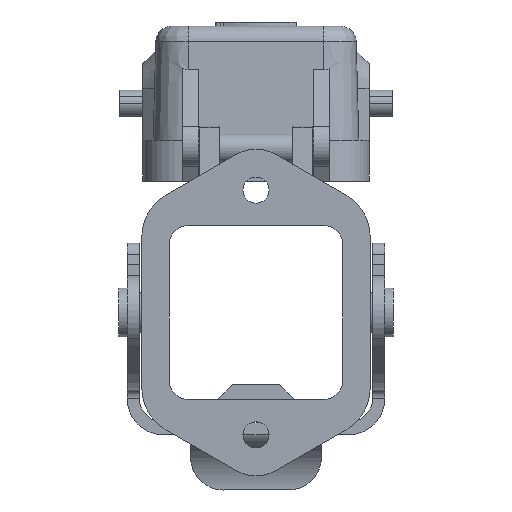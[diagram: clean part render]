
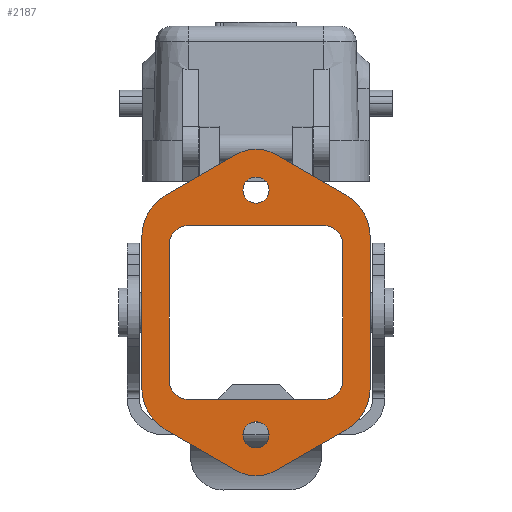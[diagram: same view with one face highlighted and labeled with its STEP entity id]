
A CAD part, front view. The second image highlights one B-rep face of the part: STEP entity #2187.
In plain terms, the highlighted planar face has unit normal (0, -1, 0).
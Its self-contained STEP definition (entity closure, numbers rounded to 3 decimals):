
#2187=ADVANCED_FACE('',(#2995,#2996,#2997,#2998),#2634,.T.);
#2634=PLANE('',#10736);
#2995=FACE_BOUND('',#3129,.T.);
#2996=FACE_BOUND('',#3130,.T.);
#2997=FACE_BOUND('',#3131,.T.);
#2998=FACE_BOUND('',#3132,.T.);
#3129=EDGE_LOOP('',(#3759,#3760,#3761,#3762,#3763,#3764,#3765,#3766));
#3130=EDGE_LOOP('',(#3767));
#3131=EDGE_LOOP('',(#3768));
#3132=EDGE_LOOP('',(#3769,#3770,#3771,#3772,#3773,#3774,#3775,#3776,#3777,
#3778,#3779,#3780));
#3759=ORIENTED_EDGE('',*,*,#7006,.T.);
#3760=ORIENTED_EDGE('',*,*,#6992,.T.);
#3761=ORIENTED_EDGE('',*,*,#6995,.T.);
#3762=ORIENTED_EDGE('',*,*,#6997,.T.);
#3763=ORIENTED_EDGE('',*,*,#6999,.T.);
#3764=ORIENTED_EDGE('',*,*,#7001,.T.);
#3765=ORIENTED_EDGE('',*,*,#7003,.T.);
#3766=ORIENTED_EDGE('',*,*,#7005,.T.);
#3767=ORIENTED_EDGE('',*,*,#7008,.T.);
#3768=ORIENTED_EDGE('',*,*,#7010,.T.);
#3769=ORIENTED_EDGE('',*,*,#7011,.F.);
#3770=ORIENTED_EDGE('',*,*,#7012,.F.);
#3771=ORIENTED_EDGE('',*,*,#7013,.F.);
#3772=ORIENTED_EDGE('',*,*,#7014,.F.);
#3773=ORIENTED_EDGE('',*,*,#7015,.F.);
#3774=ORIENTED_EDGE('',*,*,#7016,.F.);
#3775=ORIENTED_EDGE('',*,*,#7017,.F.);
#3776=ORIENTED_EDGE('',*,*,#7018,.F.);
#3777=ORIENTED_EDGE('',*,*,#7019,.F.);
#3778=ORIENTED_EDGE('',*,*,#7020,.F.);
#3779=ORIENTED_EDGE('',*,*,#7021,.F.);
#3780=ORIENTED_EDGE('',*,*,#7022,.F.);
#6146=VERTEX_POINT('',#13801);
#6147=VERTEX_POINT('',#13803);
#6148=VERTEX_POINT('',#13807);
#6149=VERTEX_POINT('',#13811);
#6150=VERTEX_POINT('',#13815);
#6151=VERTEX_POINT('',#13819);
#6152=VERTEX_POINT('',#13823);
#6153=VERTEX_POINT('',#13827);
#6155=VERTEX_POINT('',#13835);
#6157=VERTEX_POINT('',#13840);
#6158=VERTEX_POINT('',#13843);
#6159=VERTEX_POINT('',#13844);
#6160=VERTEX_POINT('',#13846);
#6161=VERTEX_POINT('',#13848);
#6162=VERTEX_POINT('',#13850);
#6163=VERTEX_POINT('',#13852);
#6164=VERTEX_POINT('',#13854);
#6165=VERTEX_POINT('',#13856);
#6166=VERTEX_POINT('',#13858);
#6167=VERTEX_POINT('',#13860);
#6168=VERTEX_POINT('',#13862);
#6169=VERTEX_POINT('',#13864);
#6992=EDGE_CURVE('',#6147,#6146,#8685,.T.);
#6995=EDGE_CURVE('',#6146,#6148,#8191,.T.);
#6997=EDGE_CURVE('',#6148,#6149,#8689,.T.);
#6999=EDGE_CURVE('',#6149,#6150,#8192,.T.);
#7001=EDGE_CURVE('',#6150,#6151,#8692,.T.);
#7003=EDGE_CURVE('',#6151,#6152,#8193,.T.);
#7005=EDGE_CURVE('',#6152,#6153,#8695,.T.);
#7006=EDGE_CURVE('',#6153,#6147,#8194,.T.);
#7008=EDGE_CURVE('',#6155,#6155,#8196,.T.);
#7010=EDGE_CURVE('',#6157,#6157,#8198,.T.);
#7011=EDGE_CURVE('',#6158,#6159,#8199,.T.);
#7012=EDGE_CURVE('',#6160,#6158,#8696,.T.);
#7013=EDGE_CURVE('',#6161,#6160,#8200,.T.);
#7014=EDGE_CURVE('',#6162,#6161,#8697,.T.);
#7015=EDGE_CURVE('',#6163,#6162,#8201,.T.);
#7016=EDGE_CURVE('',#6164,#6163,#8698,.T.);
#7017=EDGE_CURVE('',#6165,#6164,#8202,.T.);
#7018=EDGE_CURVE('',#6166,#6165,#8699,.T.);
#7019=EDGE_CURVE('',#6167,#6166,#8203,.T.);
#7020=EDGE_CURVE('',#6168,#6167,#8700,.T.);
#7021=EDGE_CURVE('',#6169,#6168,#8204,.T.);
#7022=EDGE_CURVE('',#6159,#6169,#8701,.T.);
#8191=CIRCLE('',#10713,2.35);
#8192=CIRCLE('',#10716,2.35);
#8193=CIRCLE('',#10719,2.35);
#8194=CIRCLE('',#10722,2.35);
#8196=CIRCLE('',#10725,1.6);
#8198=CIRCLE('',#10728,1.6);
#8199=CIRCLE('',#10730,6.);
#8200=CIRCLE('',#10731,6.);
#8201=CIRCLE('',#10732,5.);
#8202=CIRCLE('',#10733,6.);
#8203=CIRCLE('',#10734,6.);
#8204=CIRCLE('',#10735,5.);
#8685=LINE('',#13802,#9690);
#8689=LINE('',#13812,#9694);
#8692=LINE('',#13820,#9697);
#8695=LINE('',#13828,#9700);
#8696=LINE('',#13845,#9701);
#8697=LINE('',#13849,#9702);
#8698=LINE('',#13853,#9703);
#8699=LINE('',#13857,#9704);
#8700=LINE('',#13861,#9705);
#8701=LINE('',#13865,#9706);
#9690=VECTOR('',#11475,1.);
#9694=VECTOR('',#11485,1.);
#9697=VECTOR('',#11494,1.);
#9700=VECTOR('',#11503,1.);
#9701=VECTOR('',#11524,1.);
#9702=VECTOR('',#11527,1.);
#9703=VECTOR('',#11530,1.);
#9704=VECTOR('',#11533,1.);
#9705=VECTOR('',#11536,1.);
#9706=VECTOR('',#11539,1.);
#10713=AXIS2_PLACEMENT_3D('',#13808,#11480,#11481);
#10716=AXIS2_PLACEMENT_3D('',#13816,#11489,#11490);
#10719=AXIS2_PLACEMENT_3D('',#13824,#11498,#11499);
#10722=AXIS2_PLACEMENT_3D('',#13830,#11506,#11507);
#10725=AXIS2_PLACEMENT_3D('',#13834,#11512,#11513);
#10728=AXIS2_PLACEMENT_3D('',#13839,#11518,#11519);
#10730=AXIS2_PLACEMENT_3D('',#13842,#11522,#11523);
#10731=AXIS2_PLACEMENT_3D('',#13847,#11525,#11526);
#10732=AXIS2_PLACEMENT_3D('',#13851,#11528,#11529);
#10733=AXIS2_PLACEMENT_3D('',#13855,#11531,#11532);
#10734=AXIS2_PLACEMENT_3D('',#13859,#11534,#11535);
#10735=AXIS2_PLACEMENT_3D('',#13863,#11537,#11538);
#10736=AXIS2_PLACEMENT_3D('',#13866,#11540,#11541);
#11475=DIRECTION('',(-1.,0.,0.));
#11480=DIRECTION('',(0.,1.,0.));
#11481=DIRECTION('',(0.,0.,-1.));
#11485=DIRECTION('',(0.,0.,1.));
#11489=DIRECTION('',(0.,1.,0.));
#11490=DIRECTION('',(-1.,0.,0.));
#11494=DIRECTION('',(1.,0.,0.));
#11498=DIRECTION('',(0.,1.,0.));
#11499=DIRECTION('',(0.,0.,1.));
#11503=DIRECTION('',(0.,0.,-1.));
#11506=DIRECTION('',(0.,1.,0.));
#11507=DIRECTION('',(1.,0.,0.));
#11512=DIRECTION('',(0.,1.,0.));
#11513=DIRECTION('',(0.,0.,1.));
#11518=DIRECTION('',(0.,1.,0.));
#11519=DIRECTION('',(0.,0.,1.));
#11522=DIRECTION('',(0.,1.,0.));
#11523=DIRECTION('',(1.,0.,0.));
#11524=DIRECTION('',(0.,0.,-1.));
#11525=DIRECTION('',(0.,1.,0.));
#11526=DIRECTION('',(0.5,0.,0.866));
#11527=DIRECTION('',(0.866,0.,-0.5));
#11528=DIRECTION('',(0.,1.,0.));
#11529=DIRECTION('',(-0.5,0.,0.866));
#11530=DIRECTION('',(0.866,0.,0.5));
#11531=DIRECTION('',(0.,1.,0.));
#11532=DIRECTION('',(-1.,0.,0.));
#11533=DIRECTION('',(0.,0.,1.));
#11534=DIRECTION('',(0.,1.,0.));
#11535=DIRECTION('',(-0.5,0.,-0.866));
#11536=DIRECTION('',(-0.866,0.,0.5));
#11537=DIRECTION('',(0.,1.,0.));
#11538=DIRECTION('',(0.5,0.,-0.866));
#11539=DIRECTION('',(-0.866,0.,-0.5));
#11540=DIRECTION('',(0.,-1.,0.));
#11541=DIRECTION('',(0.,0.,1.));
#13801=CARTESIAN_POINT('',(-8.3,0.,-10.65));
#13802=CARTESIAN_POINT('',(8.3,0.,-10.65));
#13803=CARTESIAN_POINT('',(8.3,0.,-10.65));
#13807=CARTESIAN_POINT('',(-10.65,0.,-8.3));
#13808=CARTESIAN_POINT('',(-8.3,0.,-8.3));
#13811=CARTESIAN_POINT('',(-10.65,0.,8.3));
#13812=CARTESIAN_POINT('',(-10.65,0.,-8.3));
#13815=CARTESIAN_POINT('',(-8.3,0.,10.65));
#13816=CARTESIAN_POINT('',(-8.3,0.,8.3));
#13819=CARTESIAN_POINT('',(8.3,0.,10.65));
#13820=CARTESIAN_POINT('',(-8.3,0.,10.65));
#13823=CARTESIAN_POINT('',(10.65,0.,8.3));
#13824=CARTESIAN_POINT('',(8.3,0.,8.3));
#13827=CARTESIAN_POINT('',(10.65,0.,-8.3));
#13828=CARTESIAN_POINT('',(10.65,0.,8.3));
#13830=CARTESIAN_POINT('',(8.3,0.,-8.3));
#13834=CARTESIAN_POINT('',(0.,0.,-15.));
#13835=CARTESIAN_POINT('',(0.,0.,-13.4));
#13839=CARTESIAN_POINT('',(0.,0.,15.));
#13840=CARTESIAN_POINT('',(0.,0.,16.6));
#13842=CARTESIAN_POINT('',(8.,0.,-9.226));
#13843=CARTESIAN_POINT('',(14.,0.,-9.226));
#13844=CARTESIAN_POINT('',(11.,0.,-14.423));
#13845=CARTESIAN_POINT('',(14.,0.,9.226));
#13846=CARTESIAN_POINT('',(14.,0.,9.226));
#13847=CARTESIAN_POINT('',(8.,0.,9.226));
#13848=CARTESIAN_POINT('',(11.,0.,14.423));
#13849=CARTESIAN_POINT('',(2.5,0.,19.33));
#13850=CARTESIAN_POINT('',(2.5,0.,19.33));
#13851=CARTESIAN_POINT('',(0.,0.,15.));
#13852=CARTESIAN_POINT('',(-2.5,0.,19.33));
#13853=CARTESIAN_POINT('',(-11.,0.,14.423));
#13854=CARTESIAN_POINT('',(-11.,0.,14.423));
#13855=CARTESIAN_POINT('',(-8.,0.,9.226));
#13856=CARTESIAN_POINT('',(-14.,0.,9.226));
#13857=CARTESIAN_POINT('',(-14.,0.,-9.226));
#13858=CARTESIAN_POINT('',(-14.,0.,-9.226));
#13859=CARTESIAN_POINT('',(-8.,0.,-9.226));
#13860=CARTESIAN_POINT('',(-11.,0.,-14.423));
#13861=CARTESIAN_POINT('',(-2.5,0.,-19.33));
#13862=CARTESIAN_POINT('',(-2.5,0.,-19.33));
#13863=CARTESIAN_POINT('',(0.,0.,
-15.));
#13864=CARTESIAN_POINT('',(2.5,0.,-19.33));
#13865=CARTESIAN_POINT('',(11.,0.,-14.423));
#13866=CARTESIAN_POINT('',(15.4,0.,-22.));
